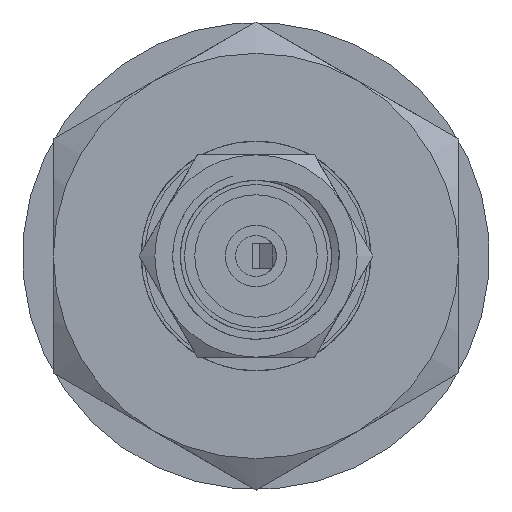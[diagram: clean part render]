
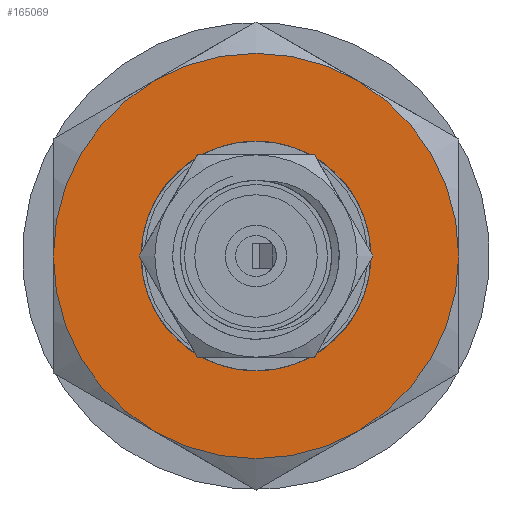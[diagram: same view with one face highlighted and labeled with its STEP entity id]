
A CAD part, left-side view. The second image highlights one B-rep face of the part: STEP entity #165069.
In plain terms, the highlighted planar face has unit normal (-1, 0, 0).
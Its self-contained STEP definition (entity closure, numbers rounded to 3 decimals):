
#8480 = VERTEX_POINT ( 'NONE', #76369 ) ;
#13444 = DIRECTION ( 'NONE',  ( 0., 1., 0. ) ) ;
#16304 = CARTESIAN_POINT ( 'NONE',  ( 12.7, 0., 0. ) ) ;
#21415 = CIRCLE ( 'NONE', #51294, 3.969 ) ;
#21774 = CARTESIAN_POINT ( 'NONE',  ( 12.7, 1.984, 3.437 ) ) ;
#21914 = CIRCLE ( 'NONE', #140649, 3.969 ) ;
#23346 = CIRCLE ( 'NONE', #115332, 3.969 ) ;
#24190 = CARTESIAN_POINT ( 'NONE',  ( 12.7, 4.47, 0. ) ) ;
#24243 = DIRECTION ( 'NONE',  ( 1., 0., 0. ) ) ;
#24787 = PLANE ( 'NONE',  #74632 ) ;
#26135 = DIRECTION ( 'NONE',  ( -1., 0., 0. ) ) ;
#30223 = FACE_BOUND ( 'NONE', #124860, .T. ) ;
#31135 = VERTEX_POINT ( 'NONE', #169609 ) ;
#33738 = VERTEX_POINT ( 'NONE', #55156 ) ;
#44354 = CARTESIAN_POINT ( 'NONE',  ( 12.7, 0., 0. ) ) ;
#46439 = VERTEX_POINT ( 'NONE', #21774 ) ;
#46780 = EDGE_CURVE ( 'NONE', #102466, #31135, #23346, .T. ) ;
#47058 = AXIS2_PLACEMENT_3D ( 'NONE', #16304, #151887, #165969 ) ;
#48362 = EDGE_CURVE ( 'NONE', #31135, #86920, #172292, .T. ) ;
#49700 = ORIENTED_EDGE ( 'NONE', *, *, #54575, .F. ) ;
#51294 = AXIS2_PLACEMENT_3D ( 'NONE', #160528, #26135, #132379 ) ;
#54575 = EDGE_CURVE ( 'NONE', #33738, #102466, #60360, .T. ) ;
#55156 = CARTESIAN_POINT ( 'NONE',  ( 12.7, -3.969, 0. ) ) ;
#60360 = CIRCLE ( 'NONE', #47058, 3.969 ) ;
#69887 = VERTEX_POINT ( 'NONE', #72242 ) ;
#70649 = AXIS2_PLACEMENT_3D ( 'NONE', #96857, #163762, #97996 ) ;
#71278 = DIRECTION ( 'NONE',  ( 1., 0., 0. ) ) ;
#72242 = CARTESIAN_POINT ( 'NONE',  ( 12.7, 1.422, 0. ) ) ;
#73941 = AXIS2_PLACEMENT_3D ( 'NONE', #135238, #71278, #94769 ) ;
#74594 = EDGE_CURVE ( 'NONE', #46439, #97919, #88524, .T. ) ;
#74632 = AXIS2_PLACEMENT_3D ( 'NONE', #24190, #78827, #160348 ) ;
#76369 = CARTESIAN_POINT ( 'NONE',  ( 12.7, -1.422, 0. ) ) ;
#78827 = DIRECTION ( 'NONE',  ( 1., 0., 0. ) ) ;
#82199 = ORIENTED_EDGE ( 'NONE', *, *, #97173, .T. ) ;
#86920 = VERTEX_POINT ( 'NONE', #140119 ) ;
#88271 = CARTESIAN_POINT ( 'NONE',  ( 12.7, 0., 0. ) ) ;
#88524 = CIRCLE ( 'NONE', #73941, 3.969 ) ;
#89436 = DIRECTION ( 'NONE',  ( 0., 1., 0. ) ) ;
#94207 = EDGE_LOOP ( 'NONE', ( #97914, #146529, #125868, #49700, #82199, #122399 ) ) ;
#94769 = DIRECTION ( 'NONE',  ( 0., 1., 0. ) ) ;
#96857 = CARTESIAN_POINT ( 'NONE',  ( 12.7, 0., 0. ) ) ;
#97173 = EDGE_CURVE ( 'NONE', #33738, #97919, #21415, .T. ) ;
#97443 = AXIS2_PLACEMENT_3D ( 'NONE', #172042, #160839, #159679 ) ;
#97914 = ORIENTED_EDGE ( 'NONE', *, *, #163754, .F. ) ;
#97919 = VERTEX_POINT ( 'NONE', #140417 ) ;
#97996 = DIRECTION ( 'NONE',  ( 0., 1., 0. ) ) ;
#102466 = VERTEX_POINT ( 'NONE', #146940 ) ;
#106141 = EDGE_CURVE ( 'NONE', #8480, #69887, #164690, .T. ) ;
#115332 = AXIS2_PLACEMENT_3D ( 'NONE', #44354, #24243, #13444 ) ;
#119806 = CIRCLE ( 'NONE', #97443, 1.422 ) ;
#122399 = ORIENTED_EDGE ( 'NONE', *, *, #74594, .F. ) ;
#124860 = EDGE_LOOP ( 'NONE', ( #136659, #138409 ) ) ;
#125868 = ORIENTED_EDGE ( 'NONE', *, *, #46780, .F. ) ;
#128760 = DIRECTION ( 'NONE',  ( 1., 0., 0. ) ) ;
#128888 = FACE_OUTER_BOUND ( 'NONE', #94207, .T. ) ;
#132379 = DIRECTION ( 'NONE',  ( 0., -1., 0. ) ) ;
#135238 = CARTESIAN_POINT ( 'NONE',  ( 12.7, 0., 0. ) ) ;
#136161 = DIRECTION ( 'NONE',  ( 0., 1., 0. ) ) ;
#136659 = ORIENTED_EDGE ( 'NONE', *, *, #141026, .T. ) ;
#138409 = ORIENTED_EDGE ( 'NONE', *, *, #106141, .T. ) ;
#140119 = CARTESIAN_POINT ( 'NONE',  ( 12.7, 3.969, 0. ) ) ;
#140417 = CARTESIAN_POINT ( 'NONE',  ( 12.7, -1.984, 3.437 ) ) ;
#140649 = AXIS2_PLACEMENT_3D ( 'NONE', #147950, #161438, #136161 ) ;
#141026 = EDGE_CURVE ( 'NONE', #69887, #8480, #119806, .T. ) ;
#146529 = ORIENTED_EDGE ( 'NONE', *, *, #48362, .F. ) ;
#146940 = CARTESIAN_POINT ( 'NONE',  ( 12.7, -1.984, -3.437 ) ) ;
#147950 = CARTESIAN_POINT ( 'NONE',  ( 12.7, 0., 0. ) ) ;
#151887 = DIRECTION ( 'NONE',  ( 1., 0., 0. ) ) ;
#159679 = DIRECTION ( 'NONE',  ( 0., 1., 0. ) ) ;
#160348 = DIRECTION ( 'NONE',  ( 0., 1., 0. ) ) ;
#160528 = CARTESIAN_POINT ( 'NONE',  ( 12.7, 0., 0. ) ) ;
#160839 = DIRECTION ( 'NONE',  ( 1., 0., 0. ) ) ;
#161438 = DIRECTION ( 'NONE',  ( 1., 0., 0. ) ) ;
#163754 = EDGE_CURVE ( 'NONE', #86920, #46439, #21914, .T. ) ;
#163762 = DIRECTION ( 'NONE',  ( 1., 0., 0. ) ) ;
#164030 = AXIS2_PLACEMENT_3D ( 'NONE', #88271, #128760, #89436 ) ;
#164690 = CIRCLE ( 'NONE', #164030, 1.422 ) ;
#165069 = ADVANCED_FACE ( 'NONE', ( #30223, #128888 ), #24787, .F. ) ;
#165969 = DIRECTION ( 'NONE',  ( 0., 1., 0. ) ) ;
#169609 = CARTESIAN_POINT ( 'NONE',  ( 12.7, 1.984, -3.437 ) ) ;
#172042 = CARTESIAN_POINT ( 'NONE',  ( 12.7, 0., 0. ) ) ;
#172292 = CIRCLE ( 'NONE', #70649, 3.969 ) ;
